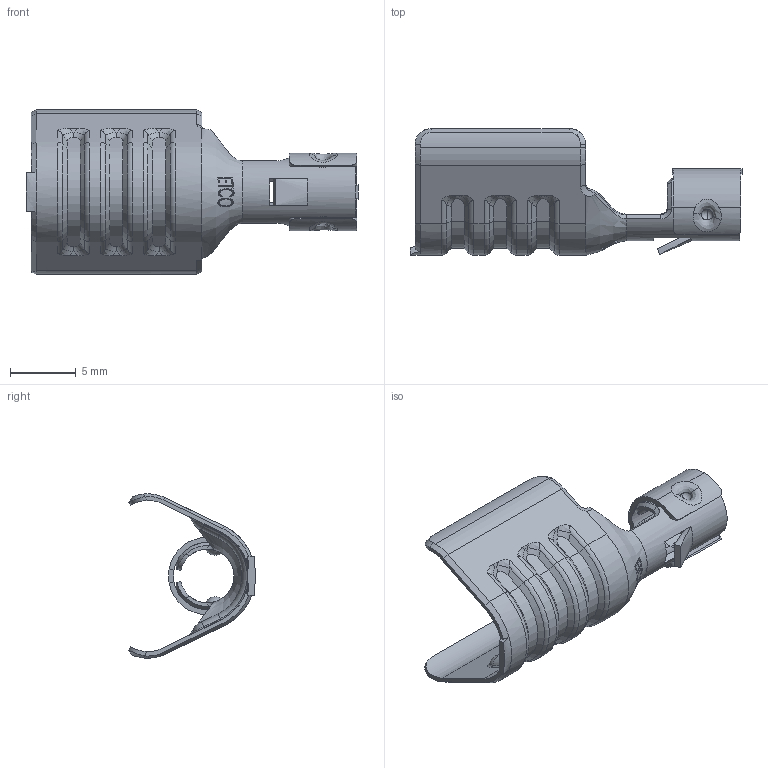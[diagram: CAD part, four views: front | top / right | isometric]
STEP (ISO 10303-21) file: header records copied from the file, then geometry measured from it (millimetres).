
FILE_DESCRIPTION (( 'STEP AP203' ), '1' );
FILE_NAME ('DT985.STEP', '2019-11-06T14:08:11', ( 'tempuser' ), ( 'Microsoft' ), 'SwSTEP 2.0', 'SolidWorks 2019', '' );
FILE_SCHEMA (( 'CONFIG_CONTROL_DESIGN' ));
Length unit declared in the file: inch
Products named in the file (3): DT975_DT985-SS without carrier; SCA209 expanded for mating_SCA209; DT985
Assembly tree (2 placements, depth 2):
  DT985
    DT975_DT985-SS without carrier
    SCA209 expanded for mating_SCA209
Bounding box: 25.29 x 9.65 x 12.52 mm (x, y, z)
Volume: 239 mm3; surface area: 1091.5 mm2
Topology: 2 solids, 2 shells, 343 faces, 890 edges, 552 vertices
Faces by surface type: plane 109, cylinder 94, bspline 71, torus 42, cone 19, sphere 8
Entity records: 14194 total; most frequent: CARTESIAN_POINT 6144, ORIENTED_EDGE 1780, DIRECTION 1435, EDGE_CURVE 890, VERTEX_POINT 552, AXIS2_PLACEMENT_3D 544, EDGE_LOOP 350, VECTOR 347
